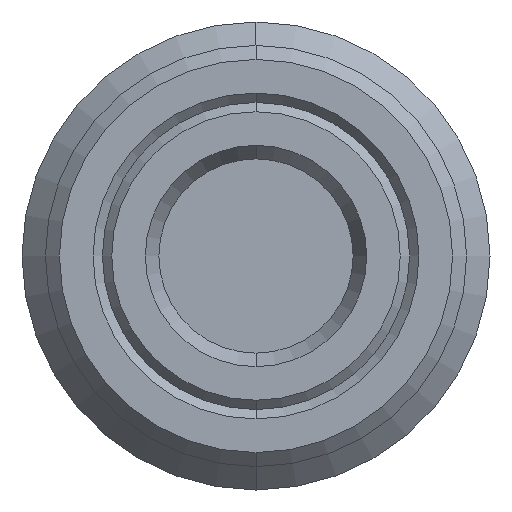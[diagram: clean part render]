
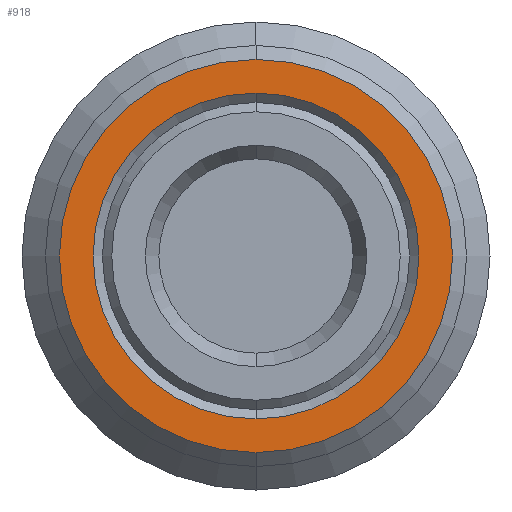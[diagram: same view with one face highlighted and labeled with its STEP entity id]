
A CAD part, front view. The second image highlights one B-rep face of the part: STEP entity #918.
In plain terms, the highlighted planar face has unit normal (0, -1, 0).
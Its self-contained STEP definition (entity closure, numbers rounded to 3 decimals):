
#838 = VERTEX_POINT ( 'NONE', #1626 ) ;
#850 = VERTEX_POINT ( 'NONE', #1652 ) ;
#851 = EDGE_CURVE ( 'NONE', #850, #838, #1651, .T. ) ;
#897 = EDGE_CURVE ( 'NONE', #907, #901, #1754, .T. ) ;
#901 = VERTEX_POINT ( 'NONE', #1748 ) ;
#907 = VERTEX_POINT ( 'NONE', #1739 ) ;
#909 = EDGE_CURVE ( 'NONE', #838, #850, #1253, .T. ) ;
#913 = EDGE_LOOP ( 'NONE', ( #933, #932 ) ) ;
#918 = ADVANCED_FACE ( 'NONE', ( #1780, #1764 ), #1763, .T. ) ;
#919 = ORIENTED_EDGE ( 'NONE', *, *, #897, .F. ) ;
#929 = EDGE_LOOP ( 'NONE', ( #919, #939 ) ) ;
#932 = ORIENTED_EDGE ( 'NONE', *, *, #909, .T. ) ;
#933 = ORIENTED_EDGE ( 'NONE', *, *, #851, .T. ) ;
#937 = EDGE_CURVE ( 'NONE', #901, #907, #1827, .T. ) ;
#939 = ORIENTED_EDGE ( 'NONE', *, *, #937, .F. ) ;
#1200 = CARTESIAN_POINT ( 'NONE',  ( 0., -15.387, 0. ) ) ;
#1252 = AXIS2_PLACEMENT_3D ( 'NONE', #1200, #1313, #1312 ) ;
#1253 = CIRCLE ( 'NONE', #1252, 3.482 ) ;
#1312 = DIRECTION ( 'NONE',  ( 0., 0., 1. ) ) ;
#1313 = DIRECTION ( 'NONE',  ( 0., 1., 0. ) ) ;
#1626 = CARTESIAN_POINT ( 'NONE',  ( 0., -15.387, 3.482 ) ) ;
#1647 = DIRECTION ( 'NONE',  ( 0., 0., 1. ) ) ;
#1648 = DIRECTION ( 'NONE',  ( 0., 1., 0. ) ) ;
#1649 = CARTESIAN_POINT ( 'NONE',  ( 0., -15.387, 0. ) ) ;
#1650 = AXIS2_PLACEMENT_3D ( 'NONE', #1649, #1648, #1647 ) ;
#1651 = CIRCLE ( 'NONE', #1650, 3.482 ) ;
#1652 = CARTESIAN_POINT ( 'NONE',  ( 0., -15.387, -3.482 ) ) ;
#1739 = CARTESIAN_POINT ( 'NONE',  ( 0., -15.387, 4.2 ) ) ;
#1748 = CARTESIAN_POINT ( 'NONE',  ( 0., -15.387, -4.2 ) ) ;
#1750 = DIRECTION ( 'NONE',  ( 0., 0., 1. ) ) ;
#1751 = DIRECTION ( 'NONE',  ( 0., 1., 0. ) ) ;
#1752 = CARTESIAN_POINT ( 'NONE',  ( 0., -15.387, 0. ) ) ;
#1753 = AXIS2_PLACEMENT_3D ( 'NONE', #1752, #1751, #1750 ) ;
#1754 = CIRCLE ( 'NONE', #1753, 4.2 ) ;
#1756 = DIRECTION ( 'NONE',  ( 0., -1., 0. ) ) ;
#1762 = CARTESIAN_POINT ( 'NONE',  ( 4.2, -15.387, 0. ) ) ;
#1763 = PLANE ( 'NONE',  #1767 ) ;
#1764 = FACE_OUTER_BOUND ( 'NONE', #929, .T. ) ;
#1767 = AXIS2_PLACEMENT_3D ( 'NONE', #1762, #1756, #1773 ) ;
#1773 = DIRECTION ( 'NONE',  ( 0., 0., -1. ) ) ;
#1780 = FACE_BOUND ( 'NONE', #913, .T. ) ;
#1787 = AXIS2_PLACEMENT_3D ( 'NONE', #1817, #1813, #1829 ) ;
#1813 = DIRECTION ( 'NONE',  ( 0., 1., 0. ) ) ;
#1817 = CARTESIAN_POINT ( 'NONE',  ( 0., -15.387, 0. ) ) ;
#1827 = CIRCLE ( 'NONE', #1787, 4.2 ) ;
#1829 = DIRECTION ( 'NONE',  ( 0., 0., 1. ) ) ;
